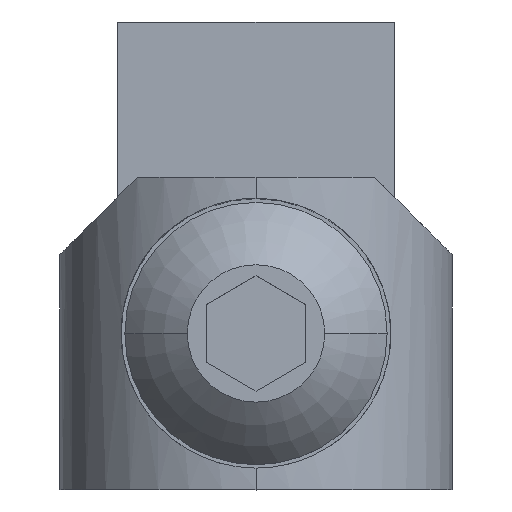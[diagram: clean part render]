
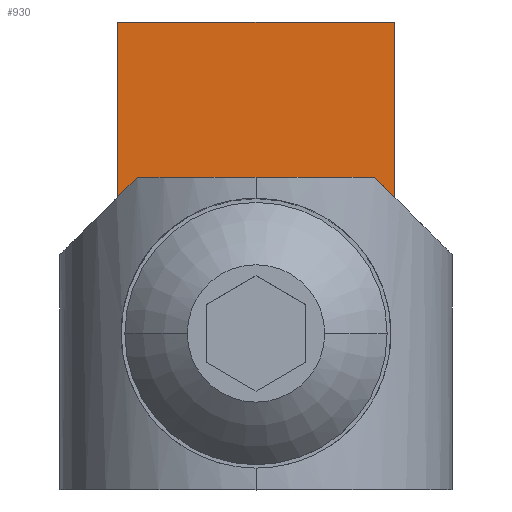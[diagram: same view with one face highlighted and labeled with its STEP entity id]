
A CAD part, top view. The second image highlights one B-rep face of the part: STEP entity #930.
In plain terms, the highlighted planar face has unit normal (0, 0, 1).
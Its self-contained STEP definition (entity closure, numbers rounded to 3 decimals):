
#17 = DIRECTION ( 'NONE',  ( 0., 0., 1. ) ) ;
#27 = EDGE_LOOP ( 'NONE', ( #1271, #333 ) ) ;
#41 = LINE ( 'NONE', #1318, #889 ) ;
#70 = EDGE_CURVE ( 'NONE', #306, #259, #1017, .T. ) ;
#89 = VECTOR ( 'NONE', #95, 1000. ) ;
#95 = DIRECTION ( 'NONE',  ( 1., 0., 0. ) ) ;
#113 = DIRECTION ( 'NONE',  ( -1., 0., 0. ) ) ;
#167 = FACE_BOUND ( 'NONE', #27, .T. ) ;
#184 = LINE ( 'NONE', #1235, #285 ) ;
#229 = EDGE_CURVE ( 'NONE', #860, #891, #41, .T. ) ;
#259 = VERTEX_POINT ( 'NONE', #624 ) ;
#285 = VECTOR ( 'NONE', #953, 1000. ) ;
#296 = DIRECTION ( 'NONE',  ( 1., 0., 0. ) ) ;
#306 = VERTEX_POINT ( 'NONE', #1245 ) ;
#311 = CIRCLE ( 'NONE', #776, 3. ) ;
#314 = CARTESIAN_POINT ( 'NONE',  ( 5.526, -4.5, -18. ) ) ;
#329 = FACE_OUTER_BOUND ( 'NONE', #1132, .T. ) ;
#333 = ORIENTED_EDGE ( 'NONE', *, *, #795, .F. ) ;
#390 = CARTESIAN_POINT ( 'NONE',  ( -2.75, -4.5, -18. ) ) ;
#401 = CIRCLE ( 'NONE', #735, 3. ) ;
#477 = CARTESIAN_POINT ( 'NONE',  ( 0., 0., -18. ) ) ;
#497 = CARTESIAN_POINT ( 'NONE',  ( -5.526, 12.5, -18. ) ) ;
#500 = VERTEX_POINT ( 'NONE', #890 ) ;
#523 = VECTOR ( 'NONE', #1133, 1000. ) ;
#531 = VERTEX_POINT ( 'NONE', #567 ) ;
#567 = CARTESIAN_POINT ( 'NONE',  ( 3., 0., -18. ) ) ;
#591 = DIRECTION ( 'NONE',  ( 0., 0., 1. ) ) ;
#624 = CARTESIAN_POINT ( 'NONE',  ( 5.526, -4.5, -18. ) ) ;
#735 = AXIS2_PLACEMENT_3D ( 'NONE', #477, #1182, #1090 ) ;
#776 = AXIS2_PLACEMENT_3D ( 'NONE', #946, #17, #113 ) ;
#795 = EDGE_CURVE ( 'NONE', #531, #500, #401, .T. ) ;
#800 = ORIENTED_EDGE ( 'NONE', *, *, #229, .T. ) ;
#860 = VERTEX_POINT ( 'NONE', #886 ) ;
#886 = CARTESIAN_POINT ( 'NONE',  ( 5.526, 12.5, -18. ) ) ;
#889 = VECTOR ( 'NONE', #1130, 1000. ) ;
#890 = CARTESIAN_POINT ( 'NONE',  ( -3., 0., -18. ) ) ;
#891 = VERTEX_POINT ( 'NONE', #497 ) ;
#930 = ADVANCED_FACE ( 'NONE', ( #167, #329 ), #1305, .T. ) ;
#946 = CARTESIAN_POINT ( 'NONE',  ( 0., 0., -18. ) ) ;
#953 = DIRECTION ( 'NONE',  ( 0., -1., 0. ) ) ;
#1010 = LINE ( 'NONE', #314, #523 ) ;
#1017 = LINE ( 'NONE', #1113, #89 ) ;
#1085 = EDGE_CURVE ( 'NONE', #259, #860, #1010, .T. ) ;
#1090 = DIRECTION ( 'NONE',  ( -1., 0., 0. ) ) ;
#1093 = AXIS2_PLACEMENT_3D ( 'NONE', #390, #591, #296 ) ;
#1109 = EDGE_CURVE ( 'NONE', #500, #531, #311, .T. ) ;
#1113 = CARTESIAN_POINT ( 'NONE',  ( -2.75, -4.5, -18. ) ) ;
#1130 = DIRECTION ( 'NONE',  ( -1., 0., 0. ) ) ;
#1132 = EDGE_LOOP ( 'NONE', ( #800, #1236, #1147, #1166 ) ) ;
#1133 = DIRECTION ( 'NONE',  ( 0., 1., 0. ) ) ;
#1143 = EDGE_CURVE ( 'NONE', #891, #306, #184, .T. ) ;
#1147 = ORIENTED_EDGE ( 'NONE', *, *, #70, .T. ) ;
#1166 = ORIENTED_EDGE ( 'NONE', *, *, #1085, .T. ) ;
#1182 = DIRECTION ( 'NONE',  ( 0., 0., 1. ) ) ;
#1235 = CARTESIAN_POINT ( 'NONE',  ( -5.526, -4.5, -18. ) ) ;
#1236 = ORIENTED_EDGE ( 'NONE', *, *, #1143, .T. ) ;
#1245 = CARTESIAN_POINT ( 'NONE',  ( -5.526, -4.5, -18. ) ) ;
#1271 = ORIENTED_EDGE ( 'NONE', *, *, #1109, .F. ) ;
#1305 = PLANE ( 'NONE',  #1093 ) ;
#1318 = CARTESIAN_POINT ( 'NONE',  ( -2.75, 12.5, -18. ) ) ;
